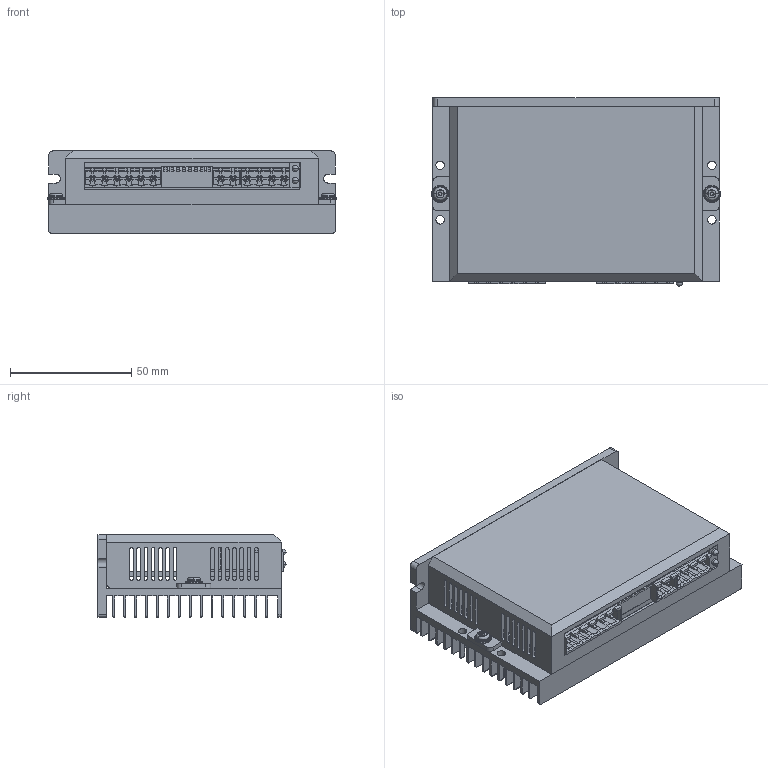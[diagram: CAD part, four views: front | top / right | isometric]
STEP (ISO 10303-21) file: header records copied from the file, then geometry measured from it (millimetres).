
FILE_DESCRIPTION (( 'STEP AP214' ), '1' );
FILE_NAME ('DM556E_3D.STEP', '2019-08-19T14:03:14', ( '' ), ( '' ), 'SwSTEP 2.0', 'SolidWorks 2017', '' );
FILE_SCHEMA (( 'AUTOMOTIVE_DESIGN' ));
Length unit declared in the file: inch
Products named in the file (1): DM556E_3D
Bounding box: 119 x 77.5 x 34 mm (x, y, z)
Volume: 93086.3 mm3; surface area: 104211.4 mm2
Topology: 10 solids, 10 shells, 1504 faces, 4204 edges, 2740 vertices
Faces by surface type: plane 1102, cylinder 340, cone 38, torus 16, bspline 4, sphere 4
Entity records: 57610 total; most frequent: CARTESIAN_POINT 17208, ORIENTED_EDGE 8400, DIRECTION 7446, EDGE_CURVE 4200, LINE 3274, VECTOR 3274, VERTEX_POINT 2740, AXIS2_PLACEMENT_3D 2086
